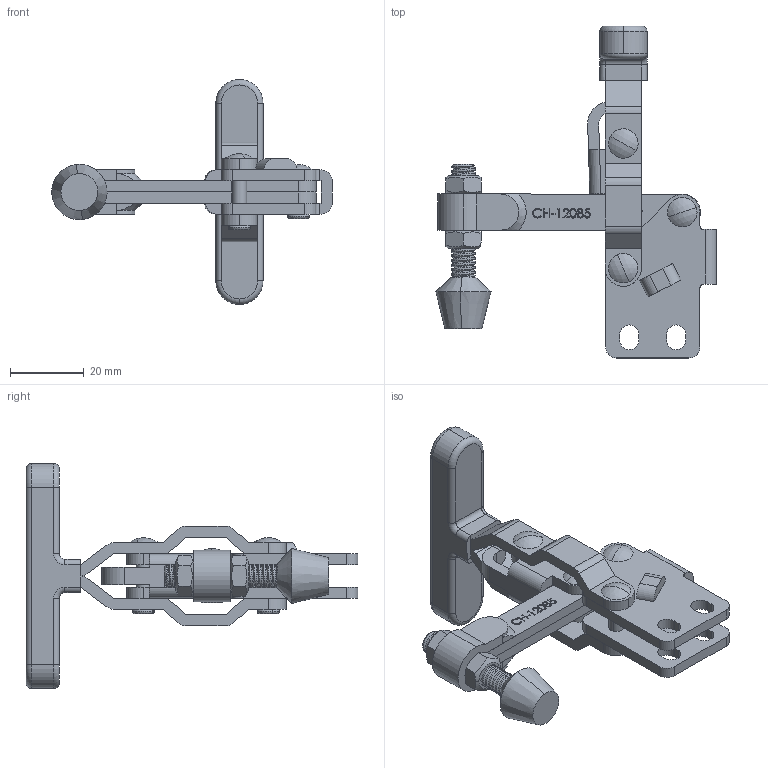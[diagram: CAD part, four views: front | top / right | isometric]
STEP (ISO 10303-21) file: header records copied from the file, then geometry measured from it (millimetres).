
FILE_DESCRIPTION (( 'STEP AP203' ), '1' );
FILE_NAME ('CH-12085.STEP', '2017-11-08T01:23:04', ( 'Windows' ), ( 'Microsoft' ), 'SwSTEP 2.0', 'SolidWorks 2015', '' );
FILE_SCHEMA (( 'CONFIG_CONTROL_DESIGN' ));
Length unit declared in the file: millimetre
Products named in the file (9): CH-FC-14134 SPINDLE SUPPLIED; CH-12055-01 STRAIGHT BASE; CH-12085-02 SOLID BAR_默认<按加工>; CH-12085; CH-12070-03 T-HANDLE; CH-12050-07; CH-12050-06; CH-12050-04 CONNECTING-PLATE; CH-FC-14134 Nut
Assembly tree (11 placements, depth 2):
  CH-12085
    CH-12070-03 T-HANDLE
    CH-12050-07  x2
    CH-12050-06  x2
    CH-12050-04 CONNECTING-PLATE
    CH-FC-14134 Nut  x2
    CH-FC-14134 SPINDLE SUPPLIED
    CH-12055-01 STRAIGHT BASE
    CH-12085-02 SOLID BAR_默认<按加工>
Bounding box: 76 x 89.9 x 61 mm (x, y, z)
Volume: 27413.6 mm3; surface area: 21899 mm2
Topology: 15 solids, 18 shells, 753 faces, 2006 edges, 1319 vertices
Faces by surface type: plane 283, cylinder 203, bspline 189, cone 36, torus 34, sphere 8
Entity records: 33176 total; most frequent: CARTESIAN_POINT 15994, ORIENTED_EDGE 3746, DIRECTION 2728, EDGE_CURVE 1873, VERTEX_POINT 1237, VECTOR 1008, LINE 1008, AXIS2_PLACEMENT_3D 860
